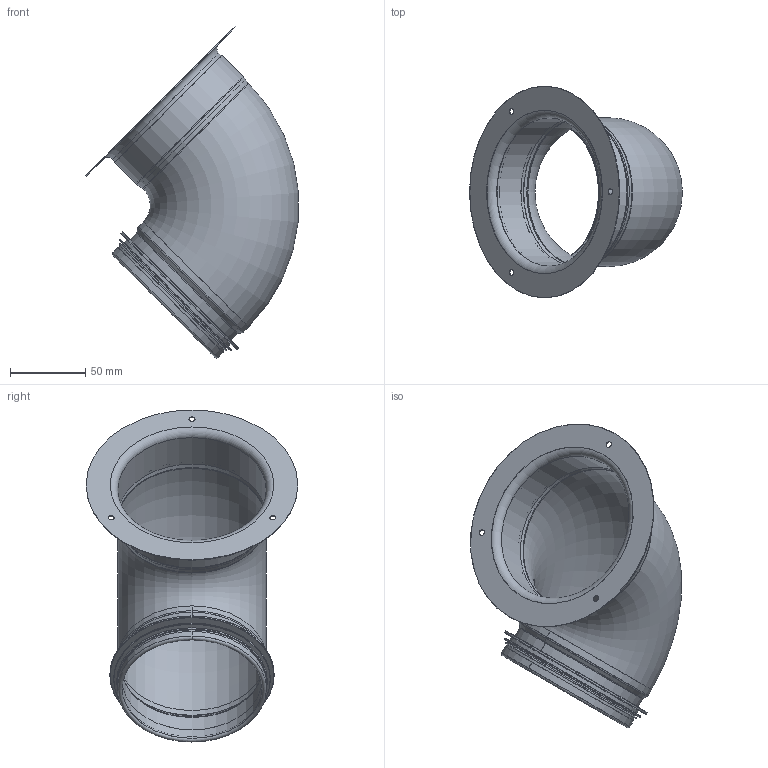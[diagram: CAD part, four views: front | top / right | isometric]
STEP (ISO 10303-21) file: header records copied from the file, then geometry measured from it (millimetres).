
FILE_DESCRIPTION((''),'2;1');
FILE_NAME('HIBV-100.stp','2014-03-07T08:17:23',(''),(''),'Autodesk Inventor 2013','Autodesk Inventor 2013','');
FILE_SCHEMA(('AUTOMOTIVE_DESIGN { 1 2 10303 214 0 1 1 1 }'));
Length unit declared in the file: millimetre
Products named in the file (7): HIBV-100; DI10003; HIBKMRörämne-100; StosRörämne-100; HIBKMRörämnesdel-100; 999003; Ventilram-100
Assembly tree (6 placements, depth 4):
  HIBV-100
    DI10003
      HIBKMRörämne-100
        StosRörämne-100
        HIBKMRörämnesdel-100
      999003
    Ventilram-100
Bounding box: 141.79 x 141 x 221.09 mm (x, y, z)
Volume: 44340.4 mm3; surface area: 151978.7 mm2
Topology: 4 solids, 4 shells, 80 faces, 157 edges, 89 vertices
Faces by surface type: plane 30, torus 22, cylinder 20, cone 8
Full cylindrical faces by diameter (mm): 4 x3, 93.25 x1, 94.25 x1, 95.45 x1, 98.05 x5, 99 x1, 99.05 x2, 100 x1, 100.25 x1, 101.25 x1, 104.45 x1, 109.45 x1, 141 x1
Entity records: 2150 total; most frequent: DIRECTION 388, CARTESIAN_POINT 299, ORIENTED_EDGE 242, AXIS2_PLACEMENT_3D 174, EDGE_LOOP 128, EDGE_CURVE 121, VERTEX_POINT 85, STYLED_ITEM 82
